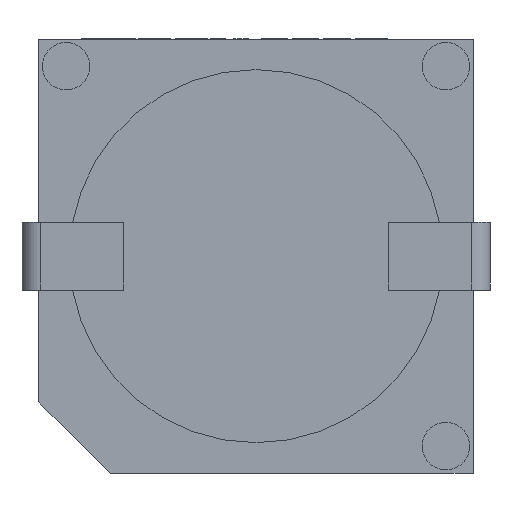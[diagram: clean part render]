
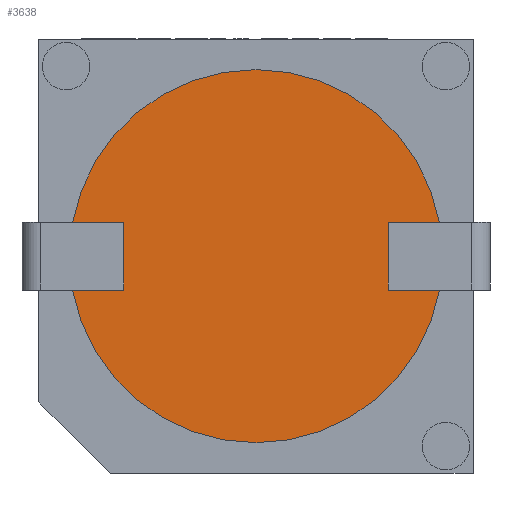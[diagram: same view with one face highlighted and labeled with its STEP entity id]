
A CAD part, front view. The second image highlights one B-rep face of the part: STEP entity #3638.
In plain terms, the highlighted planar face has unit normal (0, -1, 0).
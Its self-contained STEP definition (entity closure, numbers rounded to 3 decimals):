
#2 = CARTESIAN_POINT ( 'NONE',  ( 3.9, -0.05, 0. ) ) ;
#44 = DIRECTION ( 'NONE',  ( -1., 0., 0. ) ) ;
#48 = DIRECTION ( 'NONE',  ( 0., -1., 0. ) ) ;
#96 = ORIENTED_EDGE ( 'NONE', *, *, #8348, .F. ) ;
#106 = CARTESIAN_POINT ( 'NONE',  ( 0., -0.05, -1. ) ) ;
#159 = CARTESIAN_POINT ( 'NONE',  ( 0., -0.05, 0. ) ) ;
#347 = CARTESIAN_POINT ( 'NONE',  ( 0., -0.05, 0. ) ) ;
#440 = AXIS2_PLACEMENT_3D ( 'NONE', #347, #4928, #993 ) ;
#648 = CARTESIAN_POINT ( 'NONE',  ( -5.408, -0.05, 1. ) ) ;
#853 = CARTESIAN_POINT ( 'NONE',  ( -3.9, -0.05, 0. ) ) ;
#872 = CIRCLE ( 'NONE', #6922, 5.5 ) ;
#993 = DIRECTION ( 'NONE',  ( 0., 0., -1. ) ) ;
#1132 = EDGE_CURVE ( 'NONE', #7322, #8131, #7397, .T. ) ;
#1253 = LINE ( 'NONE', #2319, #4760 ) ;
#1362 = DIRECTION ( 'NONE',  ( 0., 0., -1. ) ) ;
#1385 = ORIENTED_EDGE ( 'NONE', *, *, #7906, .T. ) ;
#1422 = EDGE_CURVE ( 'NONE', #8131, #1949, #872, .T. ) ;
#1428 = DIRECTION ( 'NONE',  ( 0., -1., 0. ) ) ;
#1718 = VECTOR ( 'NONE', #8040, 1000. ) ;
#1725 = CARTESIAN_POINT ( 'NONE',  ( 0., -0.05, 0. ) ) ;
#1757 = VERTEX_POINT ( 'NONE', #5701 ) ;
#1823 = VECTOR ( 'NONE', #6781, 1000. ) ;
#1831 = CARTESIAN_POINT ( 'NONE',  ( 0., -0.05, 1. ) ) ;
#1880 = AXIS2_PLACEMENT_3D ( 'NONE', #1725, #6313, #2386 ) ;
#1944 = CARTESIAN_POINT ( 'NONE',  ( -5.408, -0.05, -1. ) ) ;
#1949 = VERTEX_POINT ( 'NONE', #6695 ) ;
#2015 = ORIENTED_EDGE ( 'NONE', *, *, #2146, .T. ) ;
#2026 = EDGE_CURVE ( 'NONE', #3940, #7322, #3567, .T. ) ;
#2146 = EDGE_CURVE ( 'NONE', #8234, #6131, #4898, .T. ) ;
#2319 = CARTESIAN_POINT ( 'NONE',  ( 0., -0.05, -1. ) ) ;
#2373 = VECTOR ( 'NONE', #44, 1000. ) ;
#2386 = DIRECTION ( 'NONE',  ( 0., 0., -1. ) ) ;
#2417 = ORIENTED_EDGE ( 'NONE', *, *, #7466, .T. ) ;
#2480 = EDGE_CURVE ( 'NONE', #3940, #6131, #3463, .T. ) ;
#2533 = DIRECTION ( 'NONE',  ( 1., 0., 0. ) ) ;
#2886 = ORIENTED_EDGE ( 'NONE', *, *, #2026, .T. ) ;
#3226 = VECTOR ( 'NONE', #2533, 1000. ) ;
#3350 = EDGE_CURVE ( 'NONE', #4456, #8234, #6927, .T. ) ;
#3463 = LINE ( 'NONE', #7384, #1718 ) ;
#3567 = LINE ( 'NONE', #853, #1823 ) ;
#3638 = ADVANCED_FACE ( 'NONE', ( #5920 ), #4715, .T. ) ;
#3940 = VERTEX_POINT ( 'NONE', #4750 ) ;
#4026 = EDGE_LOOP ( 'NONE', ( #6097, #2886, #5586, #8354, #96, #1385, #2417, #5556, #2015 ) ) ;
#4070 = CARTESIAN_POINT ( 'NONE',  ( 0., -0.05, 5.5 ) ) ;
#4456 = VERTEX_POINT ( 'NONE', #7701 ) ;
#4663 = LINE ( 'NONE', #2, #6611 ) ;
#4715 = PLANE ( 'NONE',  #6723 ) ;
#4750 = CARTESIAN_POINT ( 'NONE',  ( -3.9, -0.05, 1. ) ) ;
#4760 = VECTOR ( 'NONE', #5552, 1000. ) ;
#4898 = CIRCLE ( 'NONE', #440, 5.5 ) ;
#4928 = DIRECTION ( 'NONE',  ( 0., -1., 0. ) ) ;
#5410 = DIRECTION ( 'NONE',  ( 0., 0., 1. ) ) ;
#5552 = DIRECTION ( 'NONE',  ( 1., 0., 0. ) ) ;
#5556 = ORIENTED_EDGE ( 'NONE', *, *, #3350, .T. ) ;
#5586 = ORIENTED_EDGE ( 'NONE', *, *, #1132, .T. ) ;
#5701 = CARTESIAN_POINT ( 'NONE',  ( 3.9, -0.05, 1. ) ) ;
#5920 = FACE_OUTER_BOUND ( 'NONE', #4026, .T. ) ;
#6031 = DIRECTION ( 'NONE',  ( 0., 0., -1. ) ) ;
#6075 = VERTEX_POINT ( 'NONE', #7122 ) ;
#6097 = ORIENTED_EDGE ( 'NONE', *, *, #2480, .F. ) ;
#6131 = VERTEX_POINT ( 'NONE', #648 ) ;
#6313 = DIRECTION ( 'NONE',  ( 0., -1., 0. ) ) ;
#6611 = VECTOR ( 'NONE', #5410, 1000. ) ;
#6628 = CARTESIAN_POINT ( 'NONE',  ( 0., -0.05, 0. ) ) ;
#6695 = CARTESIAN_POINT ( 'NONE',  ( 5.408, -0.05, -1. ) ) ;
#6720 = LINE ( 'NONE', #1831, #3226 ) ;
#6723 = AXIS2_PLACEMENT_3D ( 'NONE', #6628, #1428, #6031 ) ;
#6781 = DIRECTION ( 'NONE',  ( 0., 0., -1. ) ) ;
#6922 = AXIS2_PLACEMENT_3D ( 'NONE', #159, #48, #1362 ) ;
#6927 = CIRCLE ( 'NONE', #1880, 5.5 ) ;
#7122 = CARTESIAN_POINT ( 'NONE',  ( 3.9, -0.05, -1. ) ) ;
#7322 = VERTEX_POINT ( 'NONE', #8145 ) ;
#7384 = CARTESIAN_POINT ( 'NONE',  ( 0., -0.05, 1. ) ) ;
#7397 = LINE ( 'NONE', #106, #2373 ) ;
#7466 = EDGE_CURVE ( 'NONE', #1757, #4456, #6720, .T. ) ;
#7701 = CARTESIAN_POINT ( 'NONE',  ( 5.408, -0.05, 1. ) ) ;
#7906 = EDGE_CURVE ( 'NONE', #6075, #1757, #4663, .T. ) ;
#8040 = DIRECTION ( 'NONE',  ( -1., 0., 0. ) ) ;
#8131 = VERTEX_POINT ( 'NONE', #1944 ) ;
#8145 = CARTESIAN_POINT ( 'NONE',  ( -3.9, -0.05, -1. ) ) ;
#8234 = VERTEX_POINT ( 'NONE', #4070 ) ;
#8348 = EDGE_CURVE ( 'NONE', #6075, #1949, #1253, .T. ) ;
#8354 = ORIENTED_EDGE ( 'NONE', *, *, #1422, .T. ) ;
